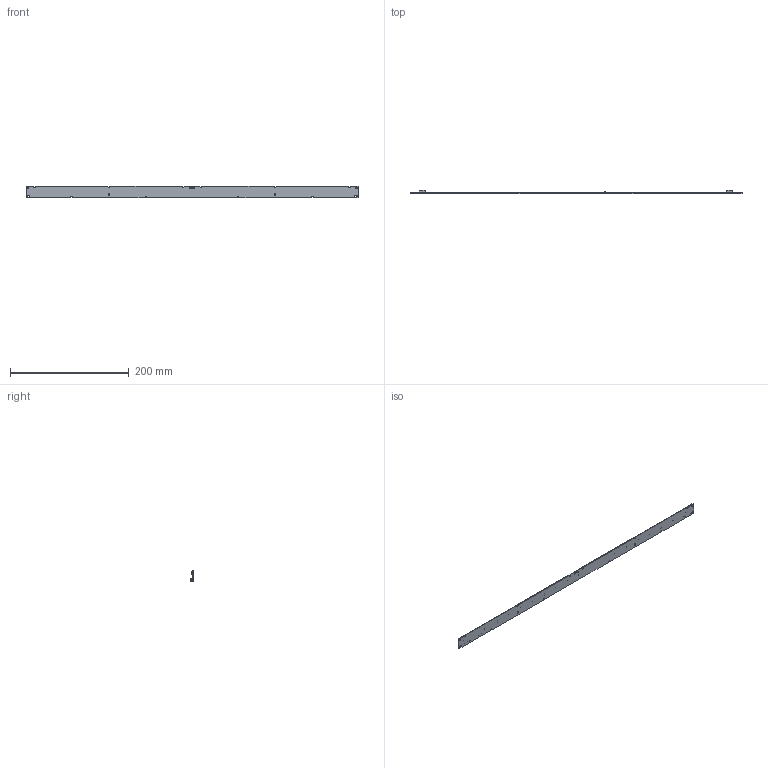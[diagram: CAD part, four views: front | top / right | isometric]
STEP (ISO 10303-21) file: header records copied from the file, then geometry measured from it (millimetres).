
FILE_DESCRIPTION (( 'STEP AP203' ), '1' );
FILE_NAME ('L56W2-20-PCB-Assembly.STEP', '2015-01-09T13:39:04', ( 'VS' ), ( '' ), 'SwSTEP 2.0', 'SolidWorks 2014', '' );
FILE_SCHEMA (( 'CONFIG_CONTROL_DESIGN' ));
Length unit declared in the file: millimetre
Products named in the file (6): 2060_401; L56W2-20-PCB-Assembly; L56W2-20-PCB-LSL; L56W2-20-PCB-Base; Nichia Nxxx757; DO214AC
Assembly tree (25 placements, depth 2):
  L56W2-20-PCB-Assembly
    L56W2-20-PCB-LSL
    L56W2-20-PCB-Base
    Nichia Nxxx757  x20
    DO214AC
    2060_401  x2
Bounding box: 559.6 x 5.85 x 20 mm (x, y, z)
Volume: 16960 mm3; surface area: 25722.6 mm2
Topology: 78 solids, 78 shells, 3398 faces, 9202 edges, 6114 vertices
Faces by surface type: plane 2332, cylinder 994, bspline 72
Entity records: 63934 total; most frequent: CARTESIAN_POINT 13409, ORIENTED_EDGE 10418, DIRECTION 10139, EDGE_CURVE 5209, LINE 3737, VECTOR 3737, VERTEX_POINT 3459, AXIS2_PLACEMENT_3D 3201
